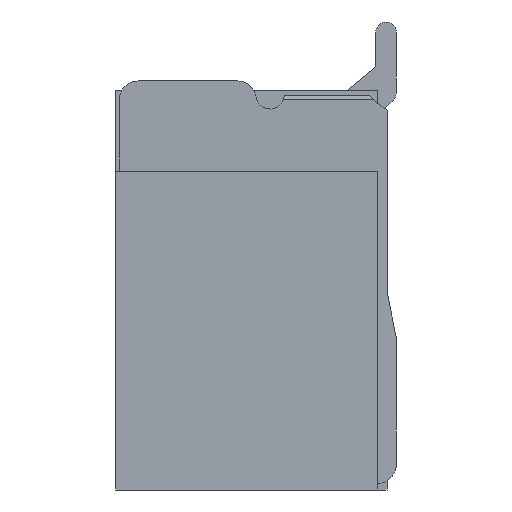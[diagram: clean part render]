
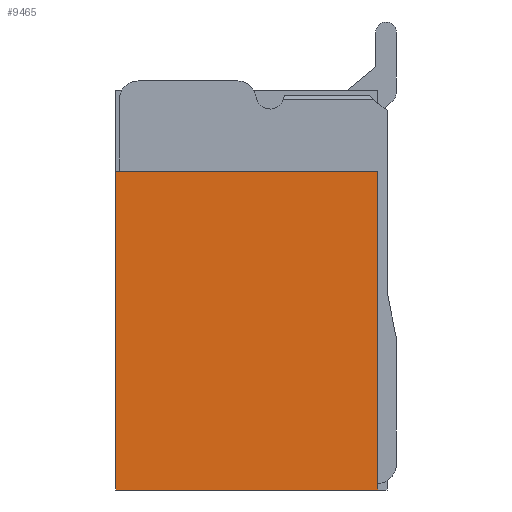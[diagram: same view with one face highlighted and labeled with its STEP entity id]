
A CAD part, left-side view. The second image highlights one B-rep face of the part: STEP entity #9465.
In plain terms, the highlighted planar face has unit normal (-1, 0, 0).
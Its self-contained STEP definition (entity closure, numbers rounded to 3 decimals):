
#7341=CARTESIAN_POINT('',(-21.254,11.717,-2.135));
#7342=VERTEX_POINT('',#7341);
#7349=CARTESIAN_POINT('',(-21.254,14.517,-2.135));
#7350=VERTEX_POINT('',#7349);
#7351=CARTESIAN_POINT('',(-21.254,11.717,-2.135));
#7352=DIRECTION('',(0.,1.,0.));
#7353=VECTOR('',#7352,2.8);
#7354=LINE('',#7351,#7353);
#7355=EDGE_CURVE('',#7342,#7350,#7354,.T.);
#9424=CARTESIAN_POINT('',(-21.254,11.717,1.265));
#9425=VERTEX_POINT('',#9424);
#9432=CARTESIAN_POINT('',(-21.254,11.717,1.265));
#9433=DIRECTION('',(0.,0.,-1.));
#9434=VECTOR('',#9433,3.4);
#9435=LINE('',#9432,#9434);
#9436=EDGE_CURVE('',#9425,#7342,#9435,.T.);
#9442=CARTESIAN_POINT('',(-21.254,14.517,1.265));
#9443=DIRECTION('',(0.,0.,-1.));
#9444=DIRECTION('',(-1.,-0.,-0.));
#9445=AXIS2_PLACEMENT_3D('',#9442,#9444,#9443);
#9446=PLANE('',#9445);
#9447=ORIENTED_EDGE('',*,*,#9436,.F.);
#9448=CARTESIAN_POINT('',(-21.254,14.517,1.265));
#9449=VERTEX_POINT('',#9448);
#9450=CARTESIAN_POINT('',(-21.254,14.517,1.265));
#9451=DIRECTION('',(0.,-1.,0.));
#9452=VECTOR('',#9451,2.8);
#9453=LINE('',#9450,#9452);
#9454=EDGE_CURVE('',#9449,#9425,#9453,.T.);
#9455=ORIENTED_EDGE('',*,*,#9454,.F.);
#9456=CARTESIAN_POINT('',(-21.254,14.517,-2.135));
#9457=DIRECTION('',(0.,0.,1.));
#9458=VECTOR('',#9457,3.4);
#9459=LINE('',#9456,#9458);
#9460=EDGE_CURVE('',#7350,#9449,#9459,.T.);
#9461=ORIENTED_EDGE('',*,*,#9460,.F.);
#9462=ORIENTED_EDGE('',*,*,#7355,.F.);
#9463=EDGE_LOOP('',(#9447,#9455,#9461,#9462));
#9464=FACE_OUTER_BOUND('',#9463,.T.);
#9465=ADVANCED_FACE('',(#9464),#9446,.T.);
